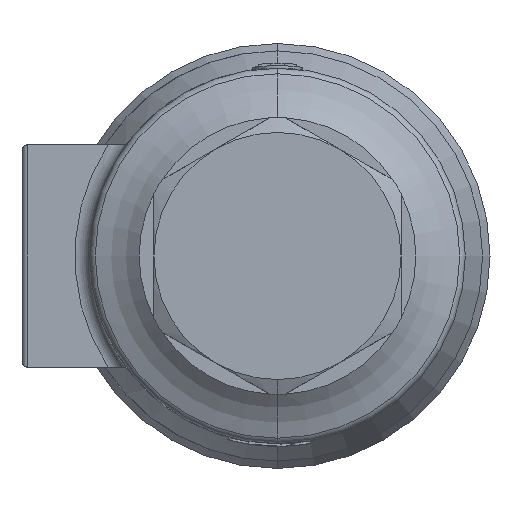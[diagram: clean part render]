
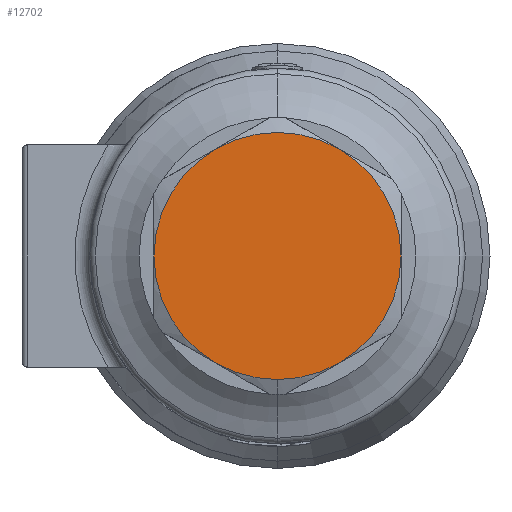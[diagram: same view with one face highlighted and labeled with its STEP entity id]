
A CAD part, left-side view. The second image highlights one B-rep face of the part: STEP entity #12702.
In plain terms, the highlighted planar face has unit normal (-1, 0, 0).
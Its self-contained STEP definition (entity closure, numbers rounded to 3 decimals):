
#1005 = CIRCLE ( 'NONE', #37694, 25. ) ;
#1659 = CARTESIAN_POINT ( 'NONE',  ( -24.5, 0., -25. ) ) ;
#3226 = EDGE_CURVE ( 'NONE', #6373, #35105, #30121, .T. ) ;
#3287 = DIRECTION ( 'NONE',  ( 1., 0., 0. ) ) ;
#4210 = CIRCLE ( 'NONE', #29405, 25. ) ;
#6021 = VERTEX_POINT ( 'NONE', #21580 ) ;
#6199 = CIRCLE ( 'NONE', #12873, 25. ) ;
#6373 = VERTEX_POINT ( 'NONE', #35001 ) ;
#6706 = VERTEX_POINT ( 'NONE', #24453 ) ;
#7545 = DIRECTION ( 'NONE',  ( 0., 0., 1. ) ) ;
#7630 = ORIENTED_EDGE ( 'NONE', *, *, #10804, .F. ) ;
#7921 = DIRECTION ( 'NONE',  ( 0., 0., -1. ) ) ;
#8309 = VERTEX_POINT ( 'NONE', #1659 ) ;
#8464 = DIRECTION ( 'NONE',  ( 0., 0., -1. ) ) ;
#8523 = DIRECTION ( 'NONE',  ( 1., 0., 0. ) ) ;
#10804 = EDGE_CURVE ( 'NONE', #16041, #6706, #23486, .T. ) ;
#11103 = DIRECTION ( 'NONE',  ( 0., 0., -1. ) ) ;
#11155 = CARTESIAN_POINT ( 'NONE',  ( -24.5, 0., 0. ) ) ;
#11490 = ORIENTED_EDGE ( 'NONE', *, *, #3226, .F. ) ;
#11909 = ORIENTED_EDGE ( 'NONE', *, *, #13490, .F. ) ;
#12702 = ADVANCED_FACE ( 'NONE', ( #23447 ), #37595, .T. ) ;
#12873 = AXIS2_PLACEMENT_3D ( 'NONE', #34112, #30980, #37125 ) ;
#12977 = AXIS2_PLACEMENT_3D ( 'NONE', #13632, #19121, #22257 ) ;
#13490 = EDGE_CURVE ( 'NONE', #31164, #6373, #6199, .T. ) ;
#13632 = CARTESIAN_POINT ( 'NONE',  ( -24.5, 0., 0. ) ) ;
#14048 = CARTESIAN_POINT ( 'NONE',  ( -24.5, 0., 0. ) ) ;
#14167 = ORIENTED_EDGE ( 'NONE', *, *, #37619, .F. ) ;
#14740 = EDGE_CURVE ( 'NONE', #6021, #16041, #16418, .T. ) ;
#15995 = CARTESIAN_POINT ( 'NONE',  ( -24.5, 12.5, 21.651 ) ) ;
#16041 = VERTEX_POINT ( 'NONE', #18935 ) ;
#16418 = CIRCLE ( 'NONE', #19164, 25. ) ;
#16444 = DIRECTION ( 'NONE',  ( 0., 0., -1. ) ) ;
#17107 = CARTESIAN_POINT ( 'NONE',  ( -24.5, 0., 0. ) ) ;
#18935 = CARTESIAN_POINT ( 'NONE',  ( -24.5, -25., 0. ) ) ;
#19121 = DIRECTION ( 'NONE',  ( 1., 0., 0. ) ) ;
#19164 = AXIS2_PLACEMENT_3D ( 'NONE', #24915, #25052, #16444 ) ;
#19504 = EDGE_CURVE ( 'NONE', #6706, #8309, #4210, .T. ) ;
#20217 = EDGE_CURVE ( 'NONE', #8309, #31164, #1005, .T. ) ;
#21121 = CARTESIAN_POINT ( 'NONE',  ( -24.5, 0., 0. ) ) ;
#21580 = CARTESIAN_POINT ( 'NONE',  ( -24.5, -12.5, 21.651 ) ) ;
#22257 = DIRECTION ( 'NONE',  ( 0., 0., -1. ) ) ;
#23447 = FACE_OUTER_BOUND ( 'NONE', #36842, .T. ) ;
#23486 = CIRCLE ( 'NONE', #37810, 25. ) ;
#23957 = ORIENTED_EDGE ( 'NONE', *, *, #14740, .F. ) ;
#24453 = CARTESIAN_POINT ( 'NONE',  ( -24.5, -12.5, -21.651 ) ) ;
#24915 = CARTESIAN_POINT ( 'NONE',  ( -24.5, 0., 0. ) ) ;
#25052 = DIRECTION ( 'NONE',  ( 1., 0., 0. ) ) ;
#26282 = DIRECTION ( 'NONE',  ( 1., 0., 0. ) ) ;
#26834 = AXIS2_PLACEMENT_3D ( 'NONE', #37345, #31211, #7545 ) ;
#28619 = DIRECTION ( 'NONE',  ( 1., 0., 0. ) ) ;
#29405 = AXIS2_PLACEMENT_3D ( 'NONE', #11155, #28619, #7921 ) ;
#29935 = CARTESIAN_POINT ( 'NONE',  ( -24.5, 12.5, -21.651 ) ) ;
#30066 = DIRECTION ( 'NONE',  ( 0., 0., -1. ) ) ;
#30121 = CIRCLE ( 'NONE', #12977, 25. ) ;
#30980 = DIRECTION ( 'NONE',  ( 1., 0., 0. ) ) ;
#31164 = VERTEX_POINT ( 'NONE', #29935 ) ;
#31211 = DIRECTION ( 'NONE',  ( -1., 0., 0. ) ) ;
#31654 = ORIENTED_EDGE ( 'NONE', *, *, #20217, .F. ) ;
#34112 = CARTESIAN_POINT ( 'NONE',  ( -24.5, 0., 0. ) ) ;
#34174 = CIRCLE ( 'NONE', #36134, 25. ) ;
#35001 = CARTESIAN_POINT ( 'NONE',  ( -24.5, 25., 0. ) ) ;
#35105 = VERTEX_POINT ( 'NONE', #15995 ) ;
#36134 = AXIS2_PLACEMENT_3D ( 'NONE', #21121, #3287, #30066 ) ;
#36842 = EDGE_LOOP ( 'NONE', ( #23957, #14167, #11490, #11909, #31654, #37310, #7630 ) ) ;
#37125 = DIRECTION ( 'NONE',  ( 0., 0., -1. ) ) ;
#37310 = ORIENTED_EDGE ( 'NONE', *, *, #19504, .F. ) ;
#37345 = CARTESIAN_POINT ( 'NONE',  ( -24.5, 0., 0. ) ) ;
#37595 = PLANE ( 'NONE',  #26834 ) ;
#37619 = EDGE_CURVE ( 'NONE', #35105, #6021, #34174, .T. ) ;
#37694 = AXIS2_PLACEMENT_3D ( 'NONE', #14048, #26282, #8464 ) ;
#37810 = AXIS2_PLACEMENT_3D ( 'NONE', #17107, #8523, #11103 ) ;
